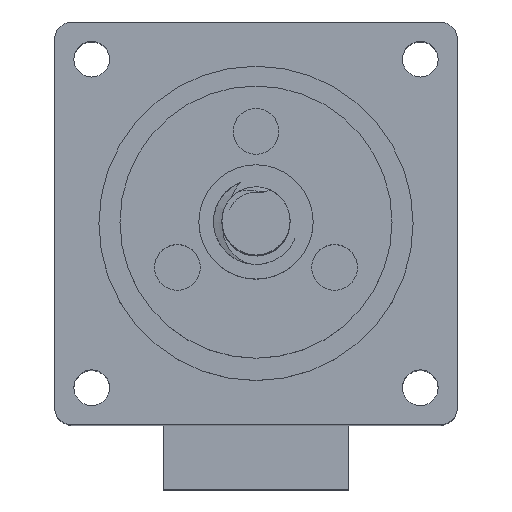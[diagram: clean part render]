
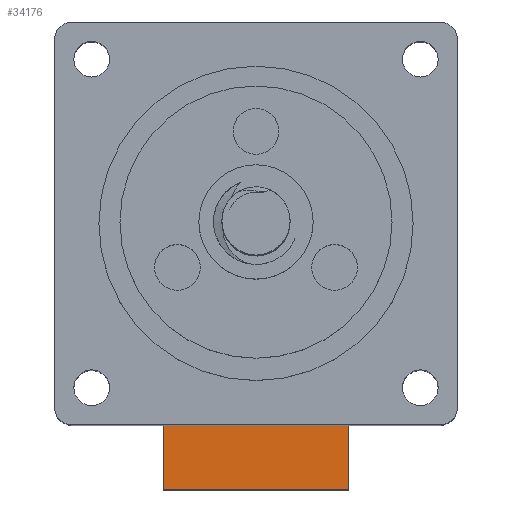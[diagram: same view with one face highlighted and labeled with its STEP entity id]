
A CAD part, top view. The second image highlights one B-rep face of the part: STEP entity #34176.
In plain terms, the highlighted planar face has unit normal (0, 0, 1).
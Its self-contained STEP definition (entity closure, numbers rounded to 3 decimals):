
#31876 = PLANE('',#31877);
#31877 = AXIS2_PLACEMENT_3D('',#31878,#31879,#31880);
#31878 = CARTESIAN_POINT('',(-12.85,-14.1,34.));
#31879 = DIRECTION('',(0.,1.,0.));
#31880 = DIRECTION('',(0.,0.,1.));
#31952 = VERTEX_POINT('',#31953);
#31953 = CARTESIAN_POINT('',(-6.5,-14.1,8.));
#31967 = PLANE('',#31968);
#31968 = AXIS2_PLACEMENT_3D('',#31969,#31970,#31971);
#31969 = CARTESIAN_POINT('',(-6.5,-18.6,0.));
#31970 = DIRECTION('',(1.,0.,0.));
#31971 = DIRECTION('',(0.,0.,-1.));
#31979 = EDGE_CURVE('',#31980,#31952,#31982,.T.);
#31980 = VERTEX_POINT('',#31981);
#31981 = CARTESIAN_POINT('',(6.5,-14.1,8.));
#31982 = SURFACE_CURVE('',#31983,(#31987,#31994),.PCURVE_S1.);
#31983 = LINE('',#31984,#31985);
#31984 = CARTESIAN_POINT('',(-6.5,-14.1,8.));
#31985 = VECTOR('',#31986,1.);
#31986 = DIRECTION('',(-1.,0.,0.));
#31987 = PCURVE('',#31876,#31988);
#31988 = DEFINITIONAL_REPRESENTATION('',(#31989),#31993);
#31989 = LINE('',#31990,#31991);
#31990 = CARTESIAN_POINT('',(-26.,6.35));
#31991 = VECTOR('',#31992,1.);
#31992 = DIRECTION('',(0.,-1.));
#31993 = ( GEOMETRIC_REPRESENTATION_CONTEXT(2) 
PARAMETRIC_REPRESENTATION_CONTEXT() REPRESENTATION_CONTEXT('2D SPACE',''
  ) );
#31994 = PCURVE('',#31995,#32000);
#31995 = PLANE('',#31996);
#31996 = AXIS2_PLACEMENT_3D('',#31997,#31998,#31999);
#31997 = CARTESIAN_POINT('',(-6.5,-18.6,8.));
#31998 = DIRECTION('',(0.,0.,-1.));
#31999 = DIRECTION('',(-1.,0.,0.));
#32000 = DEFINITIONAL_REPRESENTATION('',(#32001),#32005);
#32001 = LINE('',#32002,#32003);
#32002 = CARTESIAN_POINT('',(0.,4.5));
#32003 = VECTOR('',#32004,1.);
#32004 = DIRECTION('',(1.,0.));
#32005 = ( GEOMETRIC_REPRESENTATION_CONTEXT(2) 
PARAMETRIC_REPRESENTATION_CONTEXT() REPRESENTATION_CONTEXT('2D SPACE',''
  ) );
#32023 = PLANE('',#32024);
#32024 = AXIS2_PLACEMENT_3D('',#32025,#32026,#32027);
#32025 = CARTESIAN_POINT('',(6.5,-18.6,0.));
#32026 = DIRECTION('',(-1.,0.,0.));
#32027 = DIRECTION('',(0.,0.,1.));
#34039 = PLANE('',#34040);
#34040 = AXIS2_PLACEMENT_3D('',#34041,#34042,#34043);
#34041 = CARTESIAN_POINT('',(-6.5,-18.6,8.));
#34042 = DIRECTION('',(0.,1.,0.));
#34043 = DIRECTION('',(0.,0.,1.));
#34085 = VERTEX_POINT('',#34086);
#34086 = CARTESIAN_POINT('',(-6.5,-18.6,8.));
#34107 = EDGE_CURVE('',#34085,#31952,#34108,.T.);
#34108 = SURFACE_CURVE('',#34109,(#34113,#34120),.PCURVE_S1.);
#34109 = LINE('',#34110,#34111);
#34110 = CARTESIAN_POINT('',(-6.5,-18.6,8.));
#34111 = VECTOR('',#34112,1.);
#34112 = DIRECTION('',(0.,1.,0.));
#34113 = PCURVE('',#31967,#34114);
#34114 = DEFINITIONAL_REPRESENTATION('',(#34115),#34119);
#34115 = LINE('',#34116,#34117);
#34116 = CARTESIAN_POINT('',(-8.,0.));
#34117 = VECTOR('',#34118,1.);
#34118 = DIRECTION('',(0.,1.));
#34119 = ( GEOMETRIC_REPRESENTATION_CONTEXT(2) 
PARAMETRIC_REPRESENTATION_CONTEXT() REPRESENTATION_CONTEXT('2D SPACE',''
  ) );
#34120 = PCURVE('',#31995,#34121);
#34121 = DEFINITIONAL_REPRESENTATION('',(#34122),#34126);
#34122 = LINE('',#34123,#34124);
#34123 = CARTESIAN_POINT('',(0.,0.));
#34124 = VECTOR('',#34125,1.);
#34125 = DIRECTION('',(0.,1.));
#34126 = ( GEOMETRIC_REPRESENTATION_CONTEXT(2) 
PARAMETRIC_REPRESENTATION_CONTEXT() REPRESENTATION_CONTEXT('2D SPACE',''
  ) );
#34132 = EDGE_CURVE('',#34133,#31980,#34135,.T.);
#34133 = VERTEX_POINT('',#34134);
#34134 = CARTESIAN_POINT('',(6.5,-18.6,8.));
#34135 = SURFACE_CURVE('',#34136,(#34140,#34147),.PCURVE_S1.);
#34136 = LINE('',#34137,#34138);
#34137 = CARTESIAN_POINT('',(6.5,-18.6,8.));
#34138 = VECTOR('',#34139,1.);
#34139 = DIRECTION('',(0.,1.,0.));
#34140 = PCURVE('',#32023,#34141);
#34141 = DEFINITIONAL_REPRESENTATION('',(#34142),#34146);
#34142 = LINE('',#34143,#34144);
#34143 = CARTESIAN_POINT('',(8.,0.));
#34144 = VECTOR('',#34145,1.);
#34145 = DIRECTION('',(0.,1.));
#34146 = ( GEOMETRIC_REPRESENTATION_CONTEXT(2) 
PARAMETRIC_REPRESENTATION_CONTEXT() REPRESENTATION_CONTEXT('2D SPACE',''
  ) );
#34147 = PCURVE('',#31995,#34148);
#34148 = DEFINITIONAL_REPRESENTATION('',(#34149),#34153);
#34149 = LINE('',#34150,#34151);
#34150 = CARTESIAN_POINT('',(-13.,0.));
#34151 = VECTOR('',#34152,1.);
#34152 = DIRECTION('',(0.,1.));
#34153 = ( GEOMETRIC_REPRESENTATION_CONTEXT(2) 
PARAMETRIC_REPRESENTATION_CONTEXT() REPRESENTATION_CONTEXT('2D SPACE',''
  ) );
#34176 = ADVANCED_FACE('',(#34177),#31995,.F.);
#34177 = FACE_BOUND('',#34178,.T.);
#34178 = EDGE_LOOP('',(#34179,#34180,#34181,#34202));
#34179 = ORIENTED_EDGE('',*,*,#31979,.T.);
#34180 = ORIENTED_EDGE('',*,*,#34107,.F.);
#34181 = ORIENTED_EDGE('',*,*,#34182,.F.);
#34182 = EDGE_CURVE('',#34133,#34085,#34183,.T.);
#34183 = SURFACE_CURVE('',#34184,(#34188,#34195),.PCURVE_S1.);
#34184 = LINE('',#34185,#34186);
#34185 = CARTESIAN_POINT('',(-6.5,-18.6,8.));
#34186 = VECTOR('',#34187,1.);
#34187 = DIRECTION('',(-1.,0.,0.));
#34188 = PCURVE('',#31995,#34189);
#34189 = DEFINITIONAL_REPRESENTATION('',(#34190),#34194);
#34190 = LINE('',#34191,#34192);
#34191 = CARTESIAN_POINT('',(0.,0.));
#34192 = VECTOR('',#34193,1.);
#34193 = DIRECTION('',(1.,0.));
#34194 = ( GEOMETRIC_REPRESENTATION_CONTEXT(2) 
PARAMETRIC_REPRESENTATION_CONTEXT() REPRESENTATION_CONTEXT('2D SPACE',''
  ) );
#34195 = PCURVE('',#34039,#34196);
#34196 = DEFINITIONAL_REPRESENTATION('',(#34197),#34201);
#34197 = LINE('',#34198,#34199);
#34198 = CARTESIAN_POINT('',(0.,0.));
#34199 = VECTOR('',#34200,1.);
#34200 = DIRECTION('',(0.,-1.));
#34201 = ( GEOMETRIC_REPRESENTATION_CONTEXT(2) 
PARAMETRIC_REPRESENTATION_CONTEXT() REPRESENTATION_CONTEXT('2D SPACE',''
  ) );
#34202 = ORIENTED_EDGE('',*,*,#34132,.T.);
